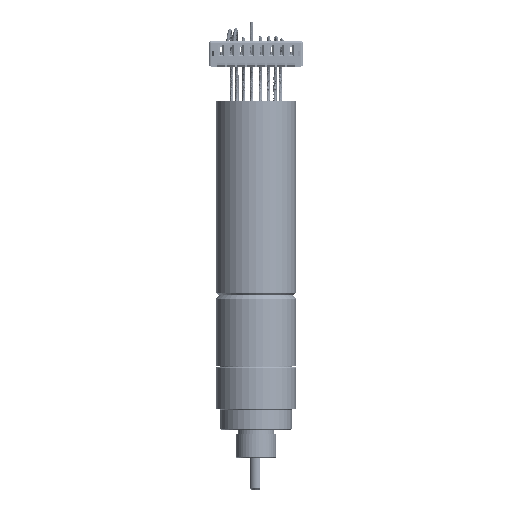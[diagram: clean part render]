
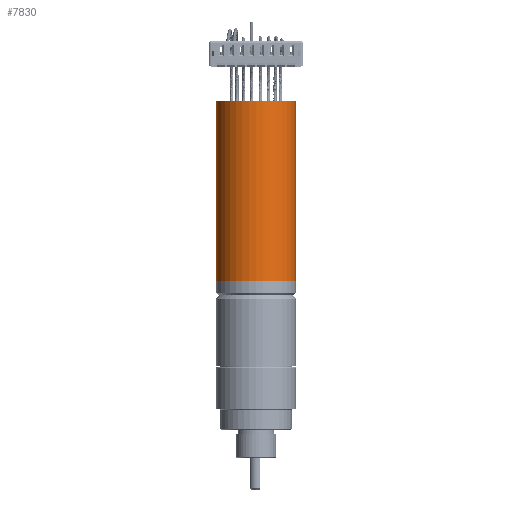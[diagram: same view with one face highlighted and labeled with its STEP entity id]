
A CAD part, front view. The second image highlights one B-rep face of the part: STEP entity #7830.
In plain terms, the highlighted cylindrical face has radius 5 mm (diameter 10 mm), a full revolution.
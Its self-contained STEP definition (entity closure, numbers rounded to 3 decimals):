
#2110=CYLINDRICAL_SURFACE('',#8261,5.);
#2131=FACE_BOUND('',#2598,.T.);
#2172=FACE_OUTER_BOUND('',#2597,.T.);
#2597=EDGE_LOOP('',(#4878));
#2598=EDGE_LOOP('',(#4879));
#3046=CIRCLE('',#8248,5.);
#3053=CIRCLE('',#8260,5.);
#3105=VERTEX_POINT('',#10684);
#3112=VERTEX_POINT('',#10703);
#3782=EDGE_CURVE('',#3105,#3105,#3046,.T.);
#3789=EDGE_CURVE('',#3112,#3112,#3053,.F.);
#4878=ORIENTED_EDGE('',*,*,#3782,.F.);
#4879=ORIENTED_EDGE('',*,*,#3789,.F.);
#7830=ADVANCED_FACE('',(#2172,#2131),#2110,.T.);
#8248=AXIS2_PLACEMENT_3D('',#10685,#8724,#8725);
#8260=AXIS2_PLACEMENT_3D('',#10704,#8748,#8749);
#8261=AXIS2_PLACEMENT_3D('',#10705,#8750,#8751);
#8724=DIRECTION('center_axis',(0.,0.,1.));
#8725=DIRECTION('ref_axis',(-1.,0.,0.));
#8748=DIRECTION('center_axis',(0.,0.,
1.));
#8749=DIRECTION('ref_axis',(1.,0.,0.));
#8750=DIRECTION('center_axis',(0.,0.,
1.));
#8751=DIRECTION('ref_axis',(1.,0.,0.));
#10684=CARTESIAN_POINT('',(5.,0.,41.05));
#10685=CARTESIAN_POINT('Origin',(0.,0.,41.05));
#10703=CARTESIAN_POINT('',(5.,0.,18.555));
#10704=CARTESIAN_POINT('Origin',(0.,0.,
18.555));
#10705=CARTESIAN_POINT('Origin',(0.,0.,
16.85));
